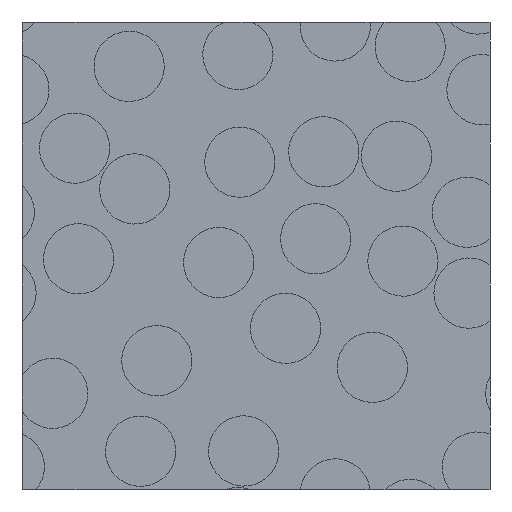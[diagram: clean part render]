
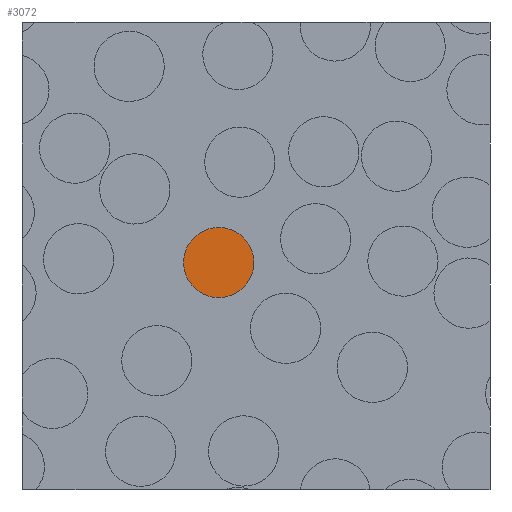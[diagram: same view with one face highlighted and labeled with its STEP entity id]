
A CAD part, top view. The second image highlights one B-rep face of the part: STEP entity #3072.
In plain terms, the highlighted planar face has unit normal (0, 0, 1).
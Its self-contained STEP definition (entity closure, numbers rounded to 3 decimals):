
#3072 = ADVANCED_FACE('',(#3073),#3086,.T.);
#3073 = FACE_BOUND('',#3074,.T.);
#3074 = EDGE_LOOP('',(#3075));
#3075 = ORIENTED_EDGE('',*,*,#3076,.T.);
#3076 = EDGE_CURVE('',#3077,#3077,#3079,.T.);
#3077 = VERTEX_POINT('',#3078);
#3078 = CARTESIAN_POINT('',(1.982,1.944,0.));
#3079 = SURFACE_CURVE('',#3080,(#3085),.PCURVE_S1.);
#3080 = ELLIPSE('',#3081,0.3,0.3);
#3081 = AXIS2_PLACEMENT_3D('',#3082,#3083,#3084);
#3082 = CARTESIAN_POINT('',(1.682,1.944,0.));
#3083 = DIRECTION('',(0.,0.,1.));
#3084 = DIRECTION('',(1.,0.,-0.));
#3085 = PCURVE('',#3086,#3091);
#3086 = PLANE('',#3087);
#3087 = AXIS2_PLACEMENT_3D('',#3088,#3089,#3090);
#3088 = CARTESIAN_POINT('',(1.682,1.944,0.));
#3089 = DIRECTION('',(0.,0.,1.));
#3090 = DIRECTION('',(1.,0.,-0.));
#3091 = DEFINITIONAL_REPRESENTATION('',(#3092),#3096);
#3092 = CIRCLE('',#3093,0.3);
#3093 = AXIS2_PLACEMENT_2D('',#3094,#3095);
#3094 = CARTESIAN_POINT('',(0.,0.));
#3095 = DIRECTION('',(1.,0.));
#3096 = ( GEOMETRIC_REPRESENTATION_CONTEXT(2) 
PARAMETRIC_REPRESENTATION_CONTEXT() REPRESENTATION_CONTEXT('2D SPACE',''
  ) );
